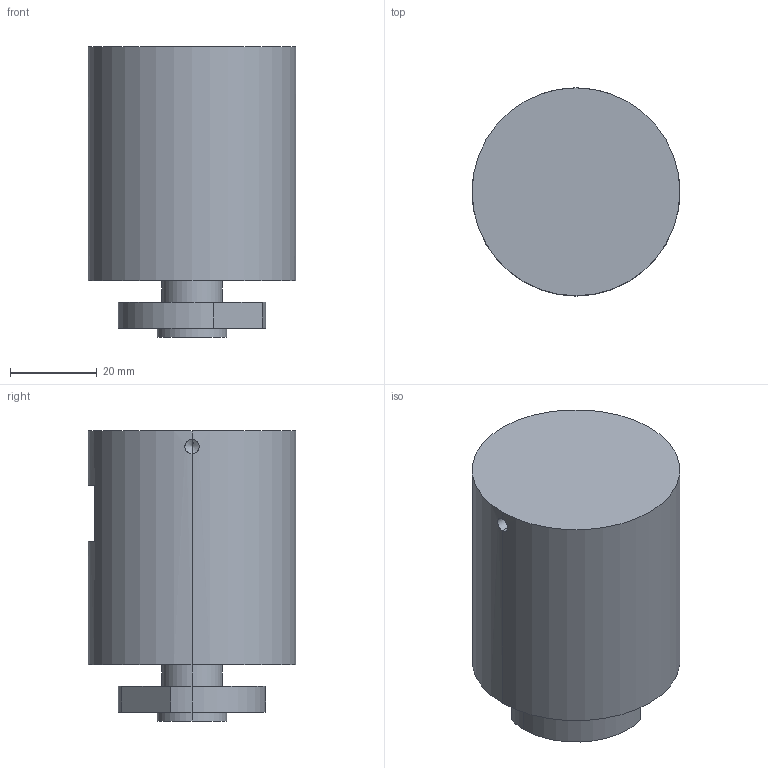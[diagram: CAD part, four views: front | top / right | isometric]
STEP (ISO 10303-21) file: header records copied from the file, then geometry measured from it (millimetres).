
FILE_DESCRIPTION (( 'STEP AP203' ), '1' );
FILE_NAME ('RQS100-02.STEP', '2020-07-28T07:54:16', ( '微软用户' ), ( '微软中国' ), 'SwSTEP 2.0', 'SolidWorks 2014', '' );
FILE_SCHEMA (( 'CONFIG_CONTROL_DESIGN' ));
Length unit declared in the file: millimetre
Products named in the file (1): RQS100-02
Bounding box: 48 x 48 x 67 mm (x, y, z)
Volume: 102277.9 mm3; surface area: 15046.4 mm2
Topology: 1 solids, 1 shells, 43 faces, 105 edges, 62 vertices
Faces by surface type: cylinder 25, plane 10, cone 8
Entity records: 1404 total; most frequent: CARTESIAN_POINT 307, DIRECTION 229, ORIENTED_EDGE 194, EDGE_CURVE 97, AXIS2_PLACEMENT_3D 92, VERTEX_POINT 62, EDGE_LOOP 57, CIRCLE 48
